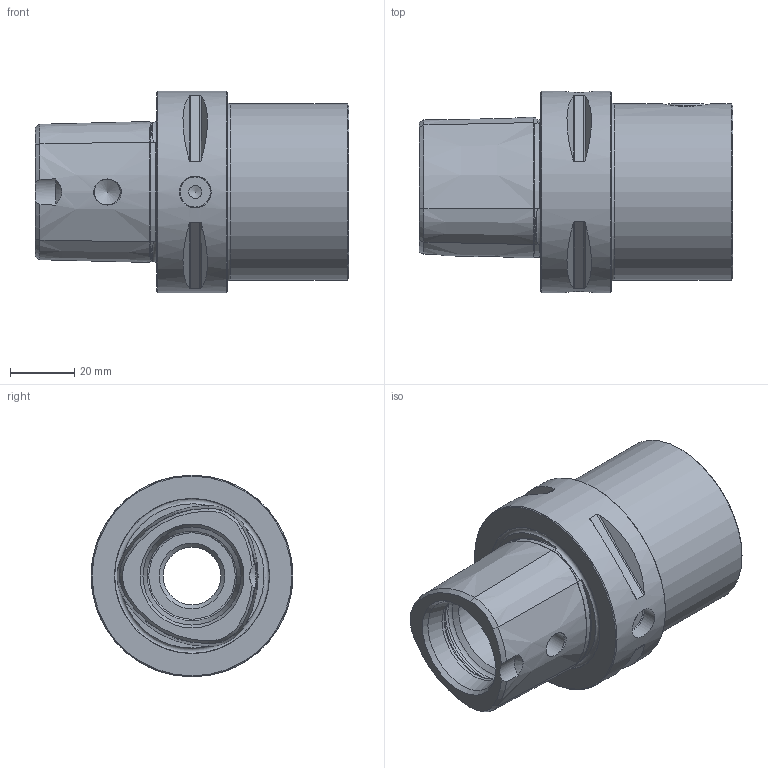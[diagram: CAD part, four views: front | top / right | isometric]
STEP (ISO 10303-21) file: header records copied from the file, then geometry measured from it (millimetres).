
FILE_DESCRIPTION (( 'STEP AP214' ), '1' );
FILE_NAME ('PS6.MB5.K01.060.STEP', '2022-03-25T08:56:06', ( '' ), ( '' ), 'SwSTEP 2.0', 'SolidWorks 2017', '' );
FILE_SCHEMA (( 'AUTOMOTIVE_DESIGN' ));
Length unit declared in the file: millimetre
Products named in the file (3): MB5-ER1.001.017_A; PS6.MB5.K01.060; PS6-MB5.K01.060_C
Assembly tree (2 placements, depth 2):
  PS6.MB5.K01.060
    PS6-MB5.K01.060_C
    MB5-ER1.001.017_A
Bounding box: 98 x 63 x 63 mm (x, y, z)
Volume: 157306.6 mm3; surface area: 31077.9 mm2
Topology: 2 solids, 2 shells, 140 faces, 331 edges, 203 vertices
Faces by surface type: cone 46, plane 45, cylinder 32, torus 17
Full cylindrical faces by diameter (mm): 6 x1, 8.1 x2, 10 x2, 11 x1, 12 x1, 18 x1, 28 x2, 30 x1, 30.6 x1, 32 x1, 55 x1, 63 x1
Entity records: 4647 total; most frequent: CARTESIAN_POINT 1590, DIRECTION 618, ORIENTED_EDGE 546, EDGE_CURVE 273, AXIS2_PLACEMENT_3D 269, EDGE_LOOP 200, VERTEX_POINT 191, FACE_OUTER_BOUND 163
